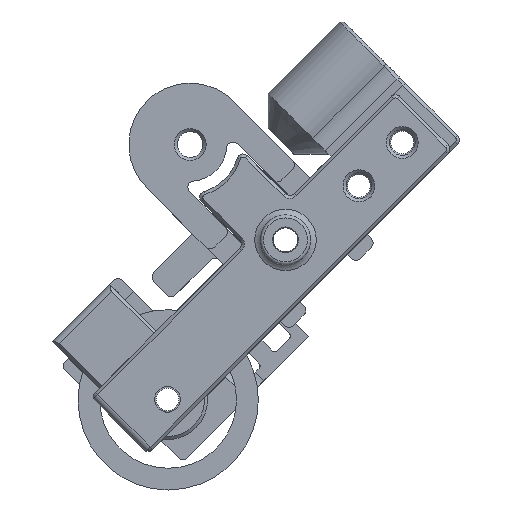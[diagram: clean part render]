
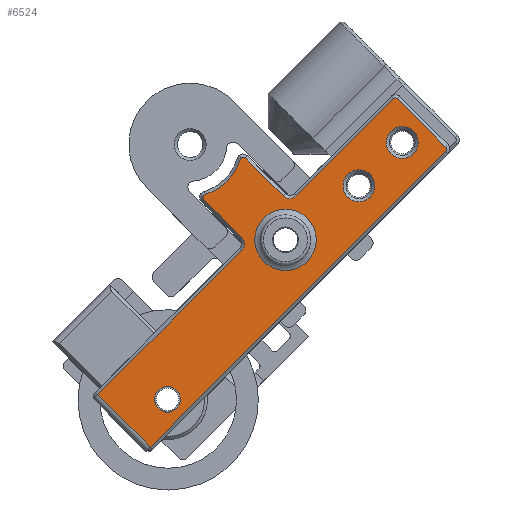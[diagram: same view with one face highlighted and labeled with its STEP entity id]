
A CAD part, front view. The second image highlights one B-rep face of the part: STEP entity #6524.
In plain terms, the highlighted planar face has unit normal (0, -1, 0).
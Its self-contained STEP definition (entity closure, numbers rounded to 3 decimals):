
#89=FACE_BOUND('',#875,.T.);
#90=FACE_BOUND('',#876,.T.);
#91=FACE_BOUND('',#877,.T.);
#92=FACE_BOUND('',#878,.T.);
#155=PLANE('',#6975);
#484=FACE_OUTER_BOUND('',#874,.T.);
#874=EDGE_LOOP('',(#4647,#4648,#4649,#4650,#4651,#4652,#4653,#4654,#4655,
#4656,#4657,#4658,#4659,#4660));
#875=EDGE_LOOP('',(#4661));
#876=EDGE_LOOP('',(#4662));
#877=EDGE_LOOP('',(#4663));
#878=EDGE_LOOP('',(#4664));
#1323=LINE('',#9995,#1921);
#1327=LINE('',#10007,#1925);
#1328=LINE('',#10009,#1926);
#1329=LINE('',#10011,#1927);
#1330=LINE('',#10015,#1928);
#1331=LINE('',#10019,#1929);
#1332=LINE('',#10023,#1930);
#1921=VECTOR('',#7854,10.);
#1925=VECTOR('',#7866,10.);
#1926=VECTOR('',#7867,10.);
#1927=VECTOR('',#7868,10.);
#1928=VECTOR('',#7871,10.);
#1929=VECTOR('',#7874,10.);
#1930=VECTOR('',#7877,10.);
#2491=CIRCLE('',#6963,2.1);
#2495=CIRCLE('',#6969,1.5);
#2498=CIRCLE('',#6974,0.5);
#2499=CIRCLE('',#6976,0.5);
#2500=CIRCLE('',#6977,0.5);
#2501=CIRCLE('',#6978,1.5);
#2502=CIRCLE('',#6979,0.5);
#2503=CIRCLE('',#6980,8.5);
#2504=CIRCLE('',#6981,2.6);
#2505=CIRCLE('',#6982,2.6);
#2506=CIRCLE('',#6983,2.6);
#2874=VERTEX_POINT('',#9974);
#2878=VERTEX_POINT('',#9985);
#2880=VERTEX_POINT('',#9988);
#2882=VERTEX_POINT('',#9994);
#2885=VERTEX_POINT('',#10001);
#2886=VERTEX_POINT('',#10006);
#2887=VERTEX_POINT('',#10008);
#2888=VERTEX_POINT('',#10010);
#2889=VERTEX_POINT('',#10012);
#2890=VERTEX_POINT('',#10014);
#2891=VERTEX_POINT('',#10016);
#2892=VERTEX_POINT('',#10018);
#2893=VERTEX_POINT('',#10020);
#2894=VERTEX_POINT('',#10022);
#2895=VERTEX_POINT('',#10024);
#2896=VERTEX_POINT('',#10027);
#2897=VERTEX_POINT('',#10029);
#2898=VERTEX_POINT('',#10031);
#3537=EDGE_CURVE('',#2874,#2874,#2491,.T.);
#3542=EDGE_CURVE('',#2878,#2880,#2495,.T.);
#3545=EDGE_CURVE('',#2880,#2882,#1323,.T.);
#3550=EDGE_CURVE('',#2882,#2885,#2498,.T.);
#3551=EDGE_CURVE('',#2886,#2878,#1327,.T.);
#3552=EDGE_CURVE('',#2887,#2886,#1328,.T.);
#3553=EDGE_CURVE('',#2888,#2887,#1329,.T.);
#3554=EDGE_CURVE('',#2889,#2888,#2499,.T.);
#3555=EDGE_CURVE('',#2890,#2889,#1330,.T.);
#3556=EDGE_CURVE('',#2891,#2890,#2500,.T.);
#3557=EDGE_CURVE('',#2892,#2891,#1331,.T.);
#3558=EDGE_CURVE('',#2893,#2892,#2501,.T.);
#3559=EDGE_CURVE('',#2894,#2893,#1332,.T.);
#3560=EDGE_CURVE('',#2895,#2894,#2502,.T.);
#3561=EDGE_CURVE('',#2885,#2895,#2503,.T.);
#3562=EDGE_CURVE('',#2896,#2896,#2504,.T.);
#3563=EDGE_CURVE('',#2897,#2897,#2505,.T.);
#3564=EDGE_CURVE('',#2898,#2898,#2506,.T.);
#4647=ORIENTED_EDGE('',*,*,#3550,.F.);
#4648=ORIENTED_EDGE('',*,*,#3545,.F.);
#4649=ORIENTED_EDGE('',*,*,#3542,.F.);
#4650=ORIENTED_EDGE('',*,*,#3551,.F.);
#4651=ORIENTED_EDGE('',*,*,#3552,.F.);
#4652=ORIENTED_EDGE('',*,*,#3553,.F.);
#4653=ORIENTED_EDGE('',*,*,#3554,.F.);
#4654=ORIENTED_EDGE('',*,*,#3555,.F.);
#4655=ORIENTED_EDGE('',*,*,#3556,.F.);
#4656=ORIENTED_EDGE('',*,*,#3557,.F.);
#4657=ORIENTED_EDGE('',*,*,#3558,.F.);
#4658=ORIENTED_EDGE('',*,*,#3559,.F.);
#4659=ORIENTED_EDGE('',*,*,#3560,.F.);
#4660=ORIENTED_EDGE('',*,*,#3561,.F.);
#4661=ORIENTED_EDGE('',*,*,#3537,.T.);
#4662=ORIENTED_EDGE('',*,*,#3562,.F.);
#4663=ORIENTED_EDGE('',*,*,#3563,.F.);
#4664=ORIENTED_EDGE('',*,*,#3564,.F.);
#6524=ADVANCED_FACE('',(#484,#89,#90,#91,#92),#155,.T.);
#6963=AXIS2_PLACEMENT_3D('',#9976,#7834,#7835);
#6969=AXIS2_PLACEMENT_3D('',#9989,#7847,#7848);
#6974=AXIS2_PLACEMENT_3D('',#10004,#7862,#7863);
#6975=AXIS2_PLACEMENT_3D('',#10005,#7864,#7865);
#6976=AXIS2_PLACEMENT_3D('',#10013,#7869,#7870);
#6977=AXIS2_PLACEMENT_3D('',#10017,#7872,#7873);
#6978=AXIS2_PLACEMENT_3D('',#10021,#7875,#7876);
#6979=AXIS2_PLACEMENT_3D('',#10025,#7878,#7879);
#6980=AXIS2_PLACEMENT_3D('',#10026,#7880,#7881);
#6981=AXIS2_PLACEMENT_3D('',#10028,#7882,#7883);
#6982=AXIS2_PLACEMENT_3D('',#10030,#7884,#7885);
#6983=AXIS2_PLACEMENT_3D('',#10032,#7886,#7887);
#7834=DIRECTION('center_axis',(0.,1.,0.));
#7835=DIRECTION('ref_axis',(-1.,0.,0.));
#7847=DIRECTION('center_axis',(0.,-1.,0.));
#7848=DIRECTION('ref_axis',(1.,0.,0.));
#7854=DIRECTION('',(-0.707,0.,0.707));
#7862=DIRECTION('center_axis',(0.,1.,0.));
#7863=DIRECTION('ref_axis',(-0.969,0.,0.246));
#7864=DIRECTION('center_axis',(0.,-1.,0.));
#7865=DIRECTION('ref_axis',(-0.707,0.,0.707));
#7866=DIRECTION('',(0.707,0.,0.707));
#7867=DIRECTION('',(-0.707,0.,0.707));
#7868=DIRECTION('',(-0.707,0.,-0.707));
#7869=DIRECTION('center_axis',(0.,1.,0.));
#7870=DIRECTION('ref_axis',(1.,0.,0.));
#7871=DIRECTION('',(0.707,0.,-0.707));
#7872=DIRECTION('center_axis',(0.,1.,0.));
#7873=DIRECTION('ref_axis',(0.,0.,1.));
#7874=DIRECTION('',(0.707,0.,0.707));
#7875=DIRECTION('center_axis',(0.,-1.,0.));
#7876=DIRECTION('ref_axis',(0.,0.,-1.));
#7877=DIRECTION('',(0.707,0.,-0.707));
#7878=DIRECTION('center_axis',(0.,1.,0.));
#7879=DIRECTION('ref_axis',(-0.247,0.,0.969));
#7880=DIRECTION('center_axis',(0.,-1.,0.));
#7881=DIRECTION('ref_axis',(-0.259,0.,-0.966));
#7882=DIRECTION('center_axis',(0.,-1.,0.));
#7883=DIRECTION('ref_axis',(0.707,0.,-0.707));
#7884=DIRECTION('center_axis',(0.,-1.,0.));
#7885=DIRECTION('ref_axis',(0.966,0.,0.259));
#7886=DIRECTION('center_axis',(0.,-1.,0.));
#7887=DIRECTION('ref_axis',(0.966,0.,0.259));
#9974=CARTESIAN_POINT('',(-122.254,-2.862,81.909));
#9976=CARTESIAN_POINT('Origin',(-124.354,-2.862,81.909));
#9985=CARTESIAN_POINT('',(-112.265,-2.862,106.189));
#9988=CARTESIAN_POINT('',(-112.265,-2.862,108.31));
#9989=CARTESIAN_POINT('Origin',(-113.326,-2.862,107.25));
#9994=CARTESIAN_POINT('',(-118.456,-2.862,114.501));
#9995=CARTESIAN_POINT('',(-110.954,-2.862,107.));
#10001=CARTESIAN_POINT('',(-118.245,-2.862,115.334));
#10004=CARTESIAN_POINT('Origin',(-118.102,-2.862,114.855));
#10005=CARTESIAN_POINT('Origin',(-105.967,-2.862,94.64));
#10006=CARTESIAN_POINT('',(-135.752,-2.862,82.702));
#10007=CARTESIAN_POINT('',(-101.986,-2.862,116.468));
#10008=CARTESIAN_POINT('',(-127.182,-2.862,74.131));
#10009=CARTESIAN_POINT('',(-127.006,-2.862,73.955));
#10010=CARTESIAN_POINT('',(-78.953,-2.862,122.361));
#10011=CARTESIAN_POINT('',(-106.321,-2.862,94.993));
#10012=CARTESIAN_POINT('',(-78.953,-2.862,123.068));
#10013=CARTESIAN_POINT('Origin',(-79.307,-2.862,122.714));
#10014=CARTESIAN_POINT('',(-86.816,-2.862,130.931));
#10015=CARTESIAN_POINT('',(-81.028,-2.862,125.142));
#10016=CARTESIAN_POINT('',(-87.523,-2.862,130.931));
#10017=CARTESIAN_POINT('Origin',(-87.17,-2.862,130.577));
#10018=CARTESIAN_POINT('',(-103.363,-2.862,115.091));
#10019=CARTESIAN_POINT('',(-101.986,-2.862,116.468));
#10020=CARTESIAN_POINT('',(-105.484,-2.862,115.091));
#10021=CARTESIAN_POINT('Origin',(-104.423,-2.862,116.152));
#10022=CARTESIAN_POINT('',(-111.681,-2.862,121.289));
#10023=CARTESIAN_POINT('',(-100.138,-2.862,109.746));
#10024=CARTESIAN_POINT('',(-112.514,-2.862,121.077));
#10025=CARTESIAN_POINT('Origin',(-112.035,-2.862,120.935));
#10026=CARTESIAN_POINT('Origin',(-120.667,-2.862,123.482));
#10027=CARTESIAN_POINT('',(-106.949,-2.862,109.764));
#10028=CARTESIAN_POINT('Origin',(-105.11,-2.862,107.925));
#10029=CARTESIAN_POINT('',(-88.578,-2.862,123.144));
#10030=CARTESIAN_POINT('Origin',(-86.067,-2.862,123.817));
#10031=CARTESIAN_POINT('',(-95.652,-2.862,116.071));
#10032=CARTESIAN_POINT('Origin',(-93.14,-2.862,116.744));
